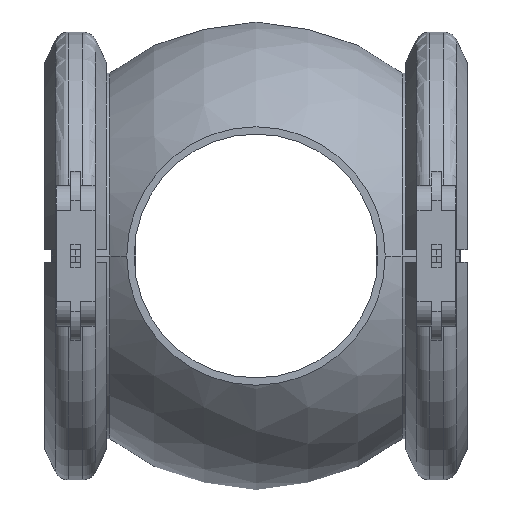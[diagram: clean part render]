
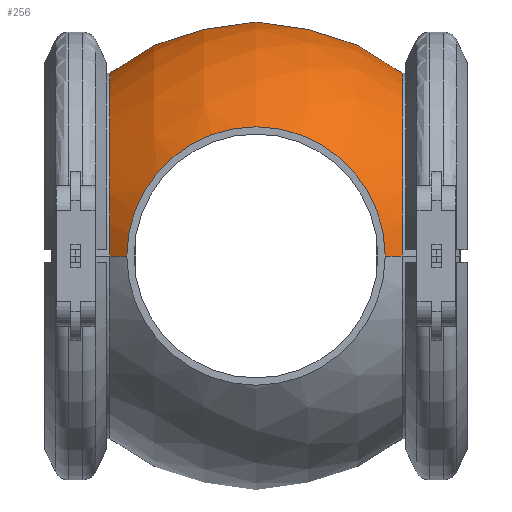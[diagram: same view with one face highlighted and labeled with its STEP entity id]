
A CAD part, left-side view. The second image highlights one B-rep face of the part: STEP entity #256.
In plain terms, the highlighted spherical face has radius 48 mm.
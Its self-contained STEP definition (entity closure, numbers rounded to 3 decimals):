
#1=CARTESIAN_POINT('',(-40.022,0.,0.));
#2=DIRECTION('',(-1.,0.,0.));
#3=DIRECTION('',(0.,0.,1.));
#4=AXIS2_PLACEMENT_3D('',#1,#2,#3);
#6=CARTESIAN_POINT('',(40.022,0.,0.));
#7=DIRECTION('',(1.,0.,0.));
#8=DIRECTION('',(0.,1.,0.));
#9=AXIS2_PLACEMENT_3D('',#6,#7,#8);
#11=CARTESIAN_POINT('',(40.022,0.,0.));
#12=DIRECTION('',(1.,0.,0.));
#13=DIRECTION('',(0.,0.,1.));
#14=AXIS2_PLACEMENT_3D('',#11,#12,#13);
#16=CARTESIAN_POINT('',(-40.022,0.,0.));
#17=DIRECTION('',(-1.,0.,0.));
#18=DIRECTION('',(0.,-1.,0.));
#19=AXIS2_PLACEMENT_3D('',#16,#17,#18);
#39=CARTESIAN_POINT('',(0.,0.,0.));
#40=DIRECTION('',(0.,0.,1.));
#41=DIRECTION('',(-0.834,-0.552,0.));
#42=AXIS2_PLACEMENT_3D('',#39,#40,#41);
#44=CARTESIAN_POINT('',(0.,0.,0.));
#45=DIRECTION('',(0.,0.,1.));
#46=DIRECTION('',(0.781,-0.624,0.));
#47=AXIS2_PLACEMENT_3D('',#44,#45,#46);
#59=CARTESIAN_POINT('',(0.,0.,0.));
#60=DIRECTION('',(0.,0.,1.));
#61=DIRECTION('',(0.834,0.552,0.));
#62=AXIS2_PLACEMENT_3D('',#59,#60,#61);
#64=CARTESIAN_POINT('',(0.,0.,0.));
#65=DIRECTION('',(0.,0.,1.));
#66=DIRECTION('',(-0.781,0.624,0.));
#67=AXIS2_PLACEMENT_3D('',#64,#65,#66);
#82=CARTESIAN_POINT('',(0.,-29.962,0.));
#83=DIRECTION('',(0.,-1.,0.));
#84=DIRECTION('',(1.,0.,0.));
#85=AXIS2_PLACEMENT_3D('',#82,#83,#84);
#166=CARTESIAN_POINT('',(0.,29.962,0.));
#167=DIRECTION('',(0.,-1.,0.));
#168=DIRECTION('',(1.,0.,0.));
#169=AXIS2_PLACEMENT_3D('',#166,#167,#168);
#181=CARTESIAN_POINT('',(37.5,29.962,0.));
#183=VERTEX_POINT('',#181);
#185=CARTESIAN_POINT('',(-37.5,29.962,0.));
#187=VERTEX_POINT('',#185);
#189=CARTESIAN_POINT('',(37.5,-29.962,0.));
#191=VERTEX_POINT('',#189);
#193=CARTESIAN_POINT('',(-37.5,-29.962,0.));
#195=VERTEX_POINT('',#193);
#205=CARTESIAN_POINT('',(40.022,26.5,0.));
#206=CARTESIAN_POINT('',(40.022,0.,26.5));
#207=VERTEX_POINT('',#205);
#208=VERTEX_POINT('',#206);
#209=CARTESIAN_POINT('',(40.022,-26.5,0.));
#210=VERTEX_POINT('',#209);
#221=CARTESIAN_POINT('',(-40.022,0.,26.5));
#222=CARTESIAN_POINT('',(-40.022,26.5,0.));
#223=VERTEX_POINT('',#221);
#224=VERTEX_POINT('',#222);
#225=CARTESIAN_POINT('',(-40.022,-26.5,0.));
#226=VERTEX_POINT('',#225);
#229=CARTESIAN_POINT('',(0.,0.,0.));
#230=DIRECTION('',(0.,-1.,0.));
#231=DIRECTION('',(-1.,0.,0.));
#232=AXIS2_PLACEMENT_3D('',#229,#230,#231);
#233=SPHERICAL_SURFACE('',#232,48.);
#235=ORIENTED_EDGE('',*,*,#234,.T.);
#237=ORIENTED_EDGE('',*,*,#236,.F.);
#239=ORIENTED_EDGE('',*,*,#238,.F.);
#241=ORIENTED_EDGE('',*,*,#240,.F.);
#243=ORIENTED_EDGE('',*,*,#242,.T.);
#245=ORIENTED_EDGE('',*,*,#244,.T.);
#247=ORIENTED_EDGE('',*,*,#246,.F.);
#249=ORIENTED_EDGE('',*,*,#248,.T.);
#251=ORIENTED_EDGE('',*,*,#250,.F.);
#253=ORIENTED_EDGE('',*,*,#252,.T.);
#254=EDGE_LOOP('',(#235,#237,#239,#241,#243,#245,#247,#249,#251,#253));
#255=FACE_OUTER_BOUND('',#254,.F.);
#256=ADVANCED_FACE('',(#255),#233,.T.);
#5=CIRCLE('',#4,26.5);
#10=CIRCLE('',#9,26.5);
#15=CIRCLE('',#14,26.5);
#20=CIRCLE('',#19,26.5);
#43=CIRCLE('',#42,48.);
#48=CIRCLE('',#47,48.);
#63=CIRCLE('',#62,48.);
#68=CIRCLE('',#67,48.);
#86=CIRCLE('',#85,37.5);
#170=CIRCLE('',#169,37.5);
#234=EDGE_CURVE('',#223,#224,#5,.T.);
#236=EDGE_CURVE('',#187,#224,#68,.T.);
#238=EDGE_CURVE('',#183,#187,#170,.T.);
#240=EDGE_CURVE('',#207,#183,#63,.T.);
#242=EDGE_CURVE('',#207,#208,#10,.T.);
#244=EDGE_CURVE('',#208,#210,#15,.T.);
#246=EDGE_CURVE('',#191,#210,#48,.T.);
#248=EDGE_CURVE('',#191,#195,#86,.T.);
#250=EDGE_CURVE('',#226,#195,#43,.T.);
#252=EDGE_CURVE('',#226,#223,#20,.T.);
